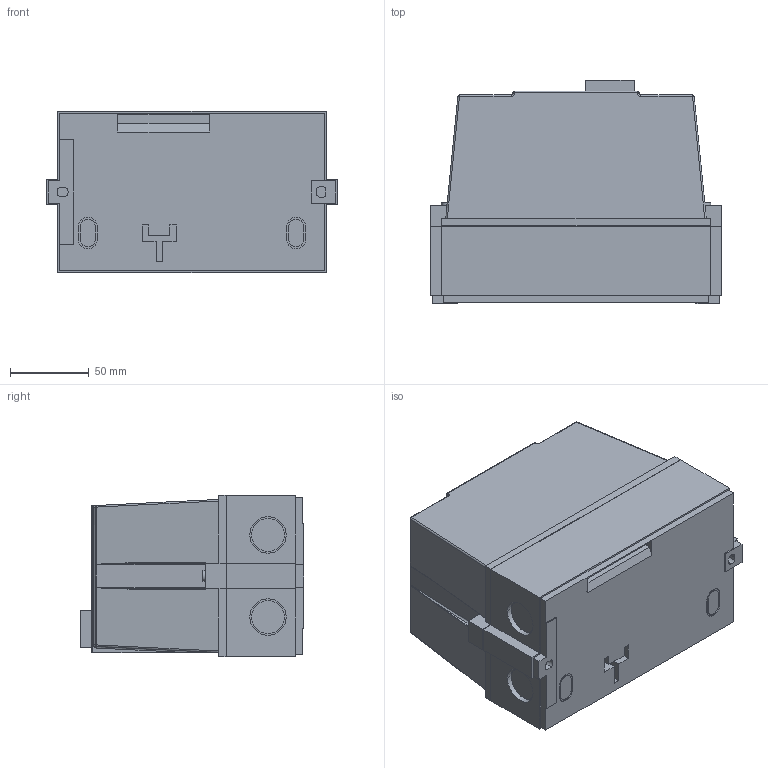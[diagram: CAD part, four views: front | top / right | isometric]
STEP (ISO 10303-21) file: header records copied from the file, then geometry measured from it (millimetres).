
FILE_DESCRIPTION (( 'STEP AP214' ), '1' );
FILE_NAME ('KKM26-025-380-00 Êîíòàêòîð ÊÌÈ22560 25À â îáîëî÷êå Ue=380Â_ÀÑ3 IP54 ÈÝÊ.STEP', '2017-11-15T11:59:06', ( '' ), ( '' ), 'SwSTEP 2.0', 'SolidWorks 2014', '' );
FILE_SCHEMA (( 'AUTOMOTIVE_DESIGN' ));
Length unit declared in the file: millimetre
Products named in the file (1): KKM26-025-380-00 Êîíòàêòîð ÊÌÈ22560 25À â îáîëî÷êå Ue=380Â_ÀÑ3  IP54 ÈÝÊ
Bounding box: 184 x 141.7 x 102 mm (x, y, z)
Volume: 2103266.6 mm3; surface area: 110714.1 mm2
Topology: 1 solids, 1 shells, 309 faces, 776 edges, 494 vertices
Faces by surface type: plane 209, cylinder 72, bspline 18, torus 5, sphere 5
Entity records: 9430 total; most frequent: CARTESIAN_POINT 2154, ORIENTED_EDGE 1534, DIRECTION 1425, EDGE_CURVE 767, VECTOR 583, LINE 583, VERTEX_POINT 494, AXIS2_PLACEMENT_3D 421
